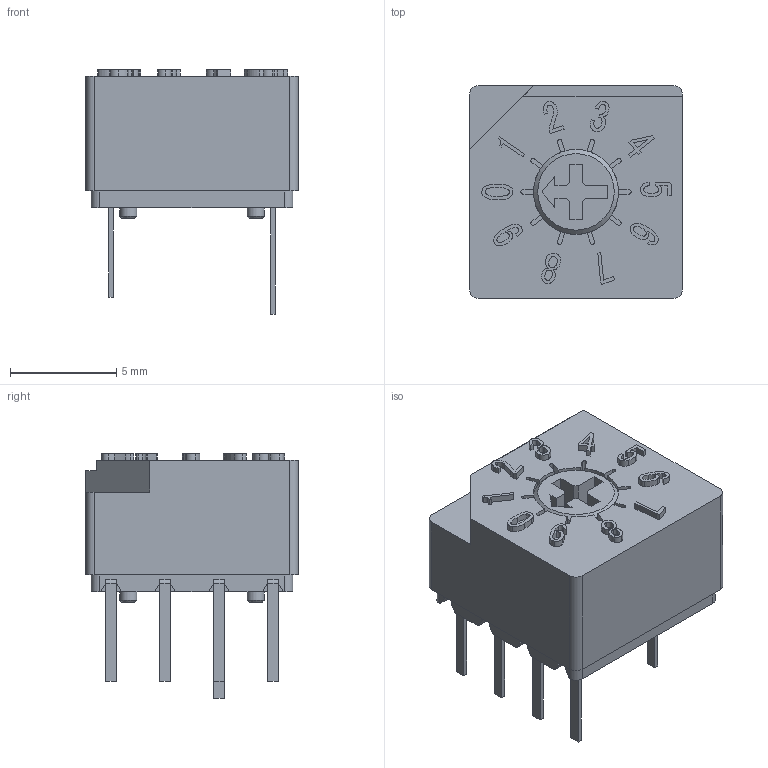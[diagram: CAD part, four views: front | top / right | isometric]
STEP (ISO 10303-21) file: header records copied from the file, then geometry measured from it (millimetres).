
FILE_DESCRIPTION( ( 'STEP AP203' ), '1' );
FILE_NAME( 'S-2010AW.stp', '2019-04-30T00:59:40', ( '' ), ( '' ), ' ', 'PARTsolutions', ' ' );
FILE_SCHEMA( ( 'CONFIG_CONTROL_DESIGN' ) );
Length unit declared in the file: millimetre
Products named in the file (3): S-2010AW; _S-2010A_body; _Without knob-Dial
Assembly tree (2 placements, depth 2):
  S-2010AW
    _S-2010A_body
    _Without knob-Dial
Bounding box: 10 x 10 x 11.5 mm (x, y, z)
Volume: 594.1 mm3; surface area: 611.3 mm2
Topology: 2 solids, 2 shells, 339 faces, 902 edges, 591 vertices
Faces by surface type: plane 188, cylinder 146, cone 5
Full cylindrical faces by diameter (mm): 0.8 x4, 4 x1
Entity records: 10587 total; most frequent: DIRECTION 1869, CARTESIAN_POINT 1817, ORIENTED_EDGE 1776, EDGE_CURVE 888, AXIS2_PLACEMENT_3D 639, LINE 591, VECTOR 591, VERTEX_POINT 587
